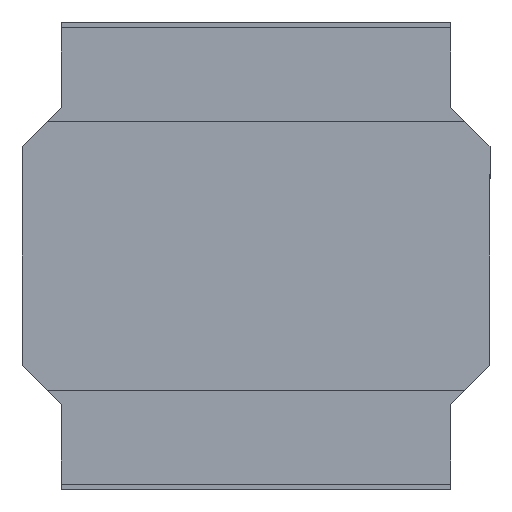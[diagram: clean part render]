
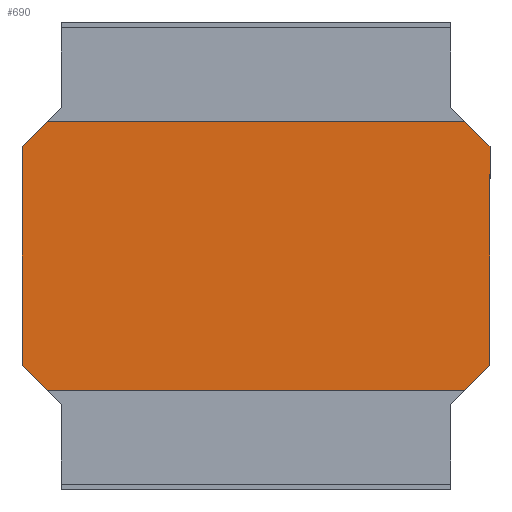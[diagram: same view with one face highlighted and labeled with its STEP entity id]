
A CAD part, front view. The second image highlights one B-rep face of the part: STEP entity #690.
In plain terms, the highlighted planar face has unit normal (0, -1, 0).
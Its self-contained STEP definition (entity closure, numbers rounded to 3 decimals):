
#7 = DIRECTION ( 'NONE',  ( 0.707, 0., 0.707 ) ) ;
#30 = EDGE_CURVE ( 'NONE', #1318, #1939, #1042, .T. ) ;
#193 = DIRECTION ( 'NONE',  ( 1., 0., 0. ) ) ;
#299 = DIRECTION ( 'NONE',  ( 0., 0., 1. ) ) ;
#320 = CARTESIAN_POINT ( 'NONE',  ( -4., 0., -1.866 ) ) ;
#322 = ORIENTED_EDGE ( 'NONE', *, *, #890, .T. ) ;
#341 = ORIENTED_EDGE ( 'NONE', *, *, #565, .F. ) ;
#346 = DIRECTION ( 'NONE',  ( 0., 0., 1. ) ) ;
#404 = EDGE_CURVE ( 'NONE', #462, #1753, #624, .T. ) ;
#462 = VERTEX_POINT ( 'NONE', #1855 ) ;
#499 = VECTOR ( 'NONE', #193, 1000. ) ;
#545 = CARTESIAN_POINT ( 'NONE',  ( 3.325, 0., 2.541 ) ) ;
#565 = EDGE_CURVE ( 'NONE', #1939, #1379, #2017, .T. ) ;
#572 = DIRECTION ( 'NONE',  ( 0., 0., 1. ) ) ;
#582 = VECTOR ( 'NONE', #299, 1000. ) ;
#617 = VERTEX_POINT ( 'NONE', #1022 ) ;
#623 = VECTOR ( 'NONE', #1862, 1000. ) ;
#624 = LINE ( 'NONE', #1660, #961 ) ;
#655 = DIRECTION ( 'NONE',  ( 0., 1., 0. ) ) ;
#690 = ADVANCED_FACE ( 'NONE', ( #1604 ), #847, .F. ) ;
#705 = ORIENTED_EDGE ( 'NONE', *, *, #30, .F. ) ;
#775 = CARTESIAN_POINT ( 'NONE',  ( -3.325, 0., 2.541 ) ) ;
#778 = EDGE_CURVE ( 'NONE', #1753, #617, #1079, .T. ) ;
#824 = VERTEX_POINT ( 'NONE', #1037 ) ;
#842 = EDGE_LOOP ( 'NONE', ( #705, #1801, #1613, #322, #1845, #944, #1586, #341 ) ) ;
#847 = PLANE ( 'NONE',  #1123 ) ;
#890 = EDGE_CURVE ( 'NONE', #1678, #617, #1210, .T. ) ;
#944 = ORIENTED_EDGE ( 'NONE', *, *, #404, .F. ) ;
#961 = VECTOR ( 'NONE', #1419, 1000. ) ;
#1015 = CARTESIAN_POINT ( 'NONE',  ( -3.325, 0., -2.541 ) ) ;
#1022 = CARTESIAN_POINT ( 'NONE',  ( 4., 0., 1.866 ) ) ;
#1026 = CARTESIAN_POINT ( 'NONE',  ( -4., 0., 1.866 ) ) ;
#1037 = CARTESIAN_POINT ( 'NONE',  ( 3.566, 0., -2.3 ) ) ;
#1042 = LINE ( 'NONE', #1015, #1817 ) ;
#1079 = LINE ( 'NONE', #545, #623 ) ;
#1102 = VECTOR ( 'NONE', #572, 1000. ) ;
#1123 = AXIS2_PLACEMENT_3D ( 'NONE', #1835, #655, #346 ) ;
#1133 = EDGE_CURVE ( 'NONE', #824, #1678, #1236, .T. ) ;
#1210 = LINE ( 'NONE', #1597, #1102 ) ;
#1229 = VECTOR ( 'NONE', #1947, 1000. ) ;
#1236 = LINE ( 'NONE', #1972, #1653 ) ;
#1296 = EDGE_CURVE ( 'NONE', #1318, #824, #2038, .T. ) ;
#1309 = CARTESIAN_POINT ( 'NONE',  ( 3.566, 0., 2.3 ) ) ;
#1318 = VERTEX_POINT ( 'NONE', #1505 ) ;
#1379 = VERTEX_POINT ( 'NONE', #1026 ) ;
#1384 = DIRECTION ( 'NONE',  ( -0.707, 0., 0.707 ) ) ;
#1419 = DIRECTION ( 'NONE',  ( 1., 0., 0. ) ) ;
#1505 = CARTESIAN_POINT ( 'NONE',  ( -3.566, 0., -2.3 ) ) ;
#1586 = ORIENTED_EDGE ( 'NONE', *, *, #1687, .T. ) ;
#1597 = CARTESIAN_POINT ( 'NONE',  ( 4., 0., -1.866 ) ) ;
#1604 = FACE_OUTER_BOUND ( 'NONE', #842, .T. ) ;
#1613 = ORIENTED_EDGE ( 'NONE', *, *, #1133, .T. ) ;
#1653 = VECTOR ( 'NONE', #7, 1000. ) ;
#1659 = CARTESIAN_POINT ( 'NONE',  ( 4., 0., -1.866 ) ) ;
#1660 = CARTESIAN_POINT ( 'NONE',  ( 0., 0., 2.3 ) ) ;
#1678 = VERTEX_POINT ( 'NONE', #1659 ) ;
#1687 = EDGE_CURVE ( 'NONE', #462, #1379, #1825, .T. ) ;
#1753 = VERTEX_POINT ( 'NONE', #1309 ) ;
#1801 = ORIENTED_EDGE ( 'NONE', *, *, #1296, .T. ) ;
#1817 = VECTOR ( 'NONE', #1384, 1000. ) ;
#1825 = LINE ( 'NONE', #775, #1229 ) ;
#1835 = CARTESIAN_POINT ( 'NONE',  ( 0., 0., 0. ) ) ;
#1839 = CARTESIAN_POINT ( 'NONE',  ( 0., 0., -2.3 ) ) ;
#1845 = ORIENTED_EDGE ( 'NONE', *, *, #778, .F. ) ;
#1855 = CARTESIAN_POINT ( 'NONE',  ( -3.566, 0., 2.3 ) ) ;
#1862 = DIRECTION ( 'NONE',  ( 0.707, 0., -0.707 ) ) ;
#1939 = VERTEX_POINT ( 'NONE', #2101 ) ;
#1947 = DIRECTION ( 'NONE',  ( -0.707, 0., -0.707 ) ) ;
#1972 = CARTESIAN_POINT ( 'NONE',  ( 3.325, 0., -2.541 ) ) ;
#2017 = LINE ( 'NONE', #320, #582 ) ;
#2038 = LINE ( 'NONE', #1839, #499 ) ;
#2101 = CARTESIAN_POINT ( 'NONE',  ( -4., 0., -1.866 ) ) ;
